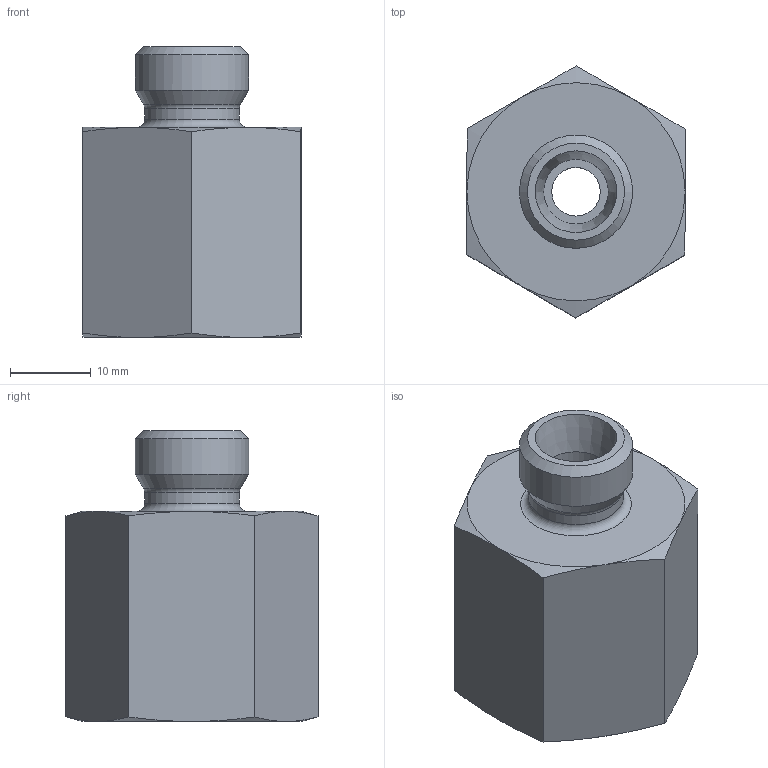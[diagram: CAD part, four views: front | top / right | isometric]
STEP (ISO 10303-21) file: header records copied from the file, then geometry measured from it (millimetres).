
FILE_DESCRIPTION((''),'2;1');
FILE_NAME('7184084814.stp','2014-08-27T16:40:50',(''),('KNOMI spol. s r. o.'),'Autodesk Inventor 2012','Autodesk Inventor 2012','');
FILE_SCHEMA(('AUTOMOTIVE_DESIGN { 1 2 10303 214 0 1 1 1 }'));
Length unit declared in the file: millimetre
Products named in the file (1): PRIR2 8LR1/2 G1/2-M14
Bounding box: 27.05 x 31.18 x 36 mm (x, y, z)
Volume: 11454 mm3; surface area: 5478.5 mm2
Topology: 1 solids, 1 shells, 35 faces, 75 edges, 45 vertices
Faces by surface type: cone 17, plane 11, cylinder 5, torus 2
Full cylindrical faces by diameter (mm): 6 x1, 8 x1, 11.7 x1, 14 x1, 18.631 x1
Entity records: 838 total; most frequent: CARTESIAN_POINT 182, DIRECTION 134, ORIENTED_EDGE 116, AXIS2_PLACEMENT_3D 64, EDGE_CURVE 58, EDGE_LOOP 52, VERTEX_POINT 40, FACE_OUTER_BOUND 35
